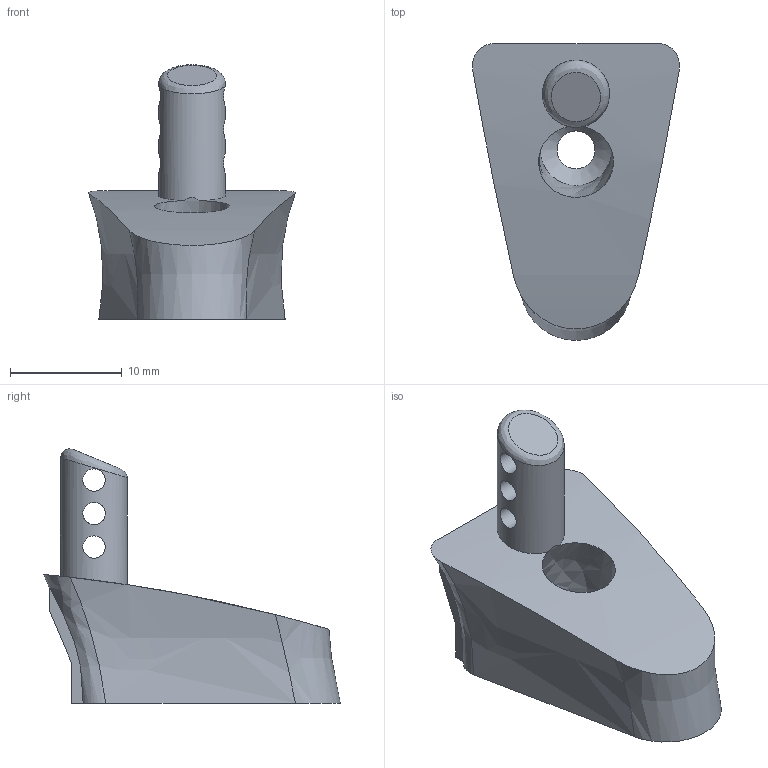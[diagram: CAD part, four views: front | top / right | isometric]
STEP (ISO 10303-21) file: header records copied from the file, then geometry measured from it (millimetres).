
FILE_DESCRIPTION(('FreeCAD Model'),'2;1');
FILE_NAME('Open CASCADE Shape Model','2024-10-09T16:43:56',(''),(''), 'Open CASCADE STEP processor 7.8','FreeCAD','Unknown');
FILE_SCHEMA(('AUTOMOTIVE_DESIGN { 1 0 10303 214 1 1 1 1 }'));
Length unit declared in the file: millimetre
Products named in the file (1): Fillet
Bounding box: 18.56 x 26.58 x 22.81 mm (x, y, z)
Volume: 2927.8 mm3; surface area: 1813.8 mm2
Topology: 1 solids, 1 shells, 25 faces, 73 edges, 48 vertices
Faces by surface type: bspline 9, plane 9, cylinder 6, cone 1
Full cylindrical faces by diameter (mm): 2 x3, 3.4 x1, 6 x1
Entity records: 2541 total; most frequent: CARTESIAN_POINT 1959, ORIENTED_EDGE 146, DIRECTION 73, EDGE_CURVE 73, VERTEX_POINT 48, FACE_BOUND 31, EDGE_LOOP 31, B_SPLINE_CURVE_WITH_KNOTS 31
